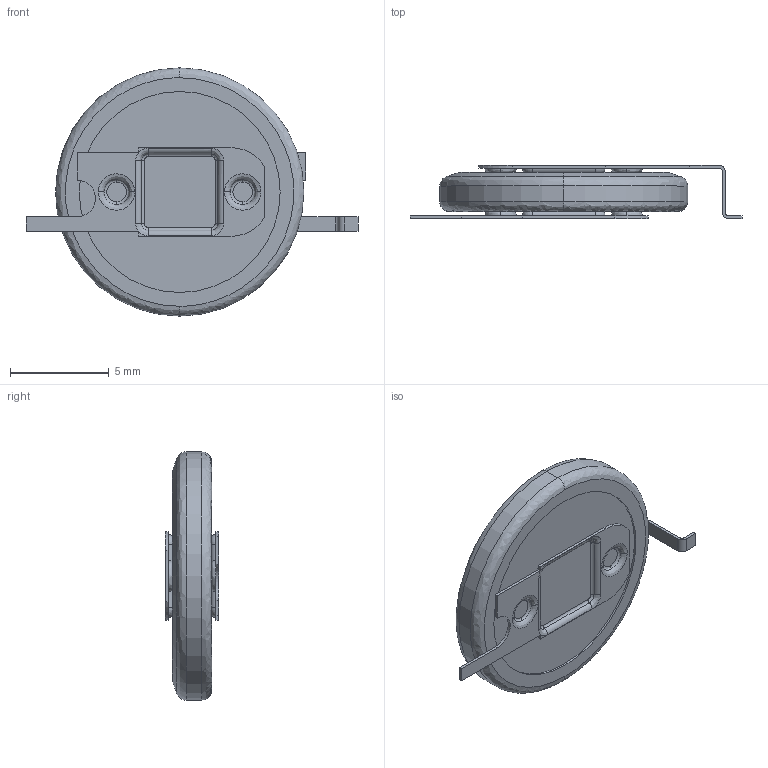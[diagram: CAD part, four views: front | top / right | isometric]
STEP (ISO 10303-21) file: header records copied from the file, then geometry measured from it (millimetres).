
FILE_DESCRIPTION (( 'STEP AP214' ), '1' );
FILE_NAME ('B1B7B2BE-B48A-4940-995D-FD7654E6182F.STEP', '2022-11-21T11:36:39', ( '' ), ( '' ), 'SwSTEP 2.0', 'SolidWorks 2022', '' );
FILE_SCHEMA (( 'AUTOMOTIVE_DESIGN' ));
Length unit declared in the file: millimetre
Products named in the file (1): B1B7B2BE-B48A-4940-995D-FD7654E6182F
Bounding box: 16.85 x 2.7 x 12.6 mm (x, y, z)
Volume: 237.6 mm3; surface area: 711.2 mm2
Topology: 2 solids, 2 shells, 156 faces, 388 edges, 248 vertices
Faces by surface type: bspline 58, cylinder 44, plane 40, torus 8, cone 6
Entity records: 8918 total; most frequent: CARTESIAN_POINT 3745, ORIENTED_EDGE 776, DIRECTION 620, EDGE_CURVE 388, VERTEX_POINT 248, AXIS2_PLACEMENT_3D 241, EDGE_LOOP 178, UNCERTAINTY_MEASURE_WITH_UNIT 160
